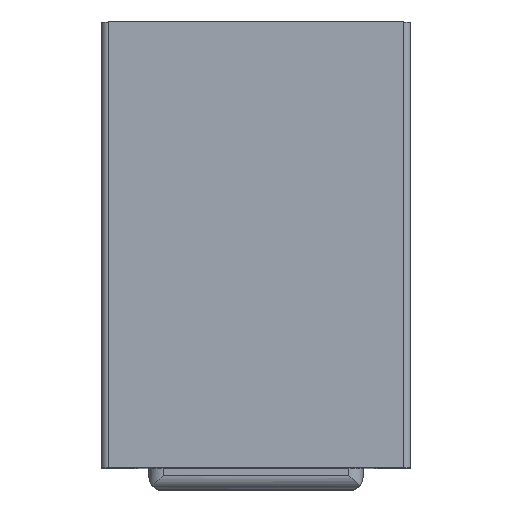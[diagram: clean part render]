
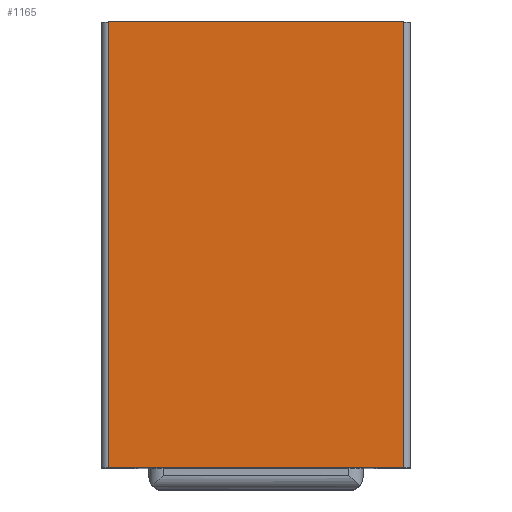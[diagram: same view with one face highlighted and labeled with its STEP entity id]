
A CAD part, top view. The second image highlights one B-rep face of the part: STEP entity #1165.
In plain terms, the highlighted planar face has unit normal (0, 0, 1).
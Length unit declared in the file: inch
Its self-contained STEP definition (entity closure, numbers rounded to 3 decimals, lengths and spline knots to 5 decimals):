
#131=FACE_OUTER_BOUND('',#193,.T.);
#193=EDGE_LOOP('',(#1039,#1040,#1041,#1042));
#256=LINE('',#1825,#384);
#274=LINE('',#1879,#402);
#324=LINE('',#1981,#452);
#325=LINE('',#1983,#453);
#384=VECTOR('',#1396,0.413);
#402=VECTOR('',#1452,0.413);
#452=VECTOR('',#1560,0.624);
#453=VECTOR('',#1563,0.624);
#527=VERTEX_POINT('',#1822);
#528=VERTEX_POINT('',#1824);
#544=VERTEX_POINT('',#1876);
#545=VERTEX_POINT('',#1878);
#653=EDGE_CURVE('',#528,#527,#256,.T.);
#680=EDGE_CURVE('',#544,#545,#274,.T.);
#732=EDGE_CURVE('',#527,#545,#324,.T.);
#733=EDGE_CURVE('',#528,#544,#325,.T.);
#1039=ORIENTED_EDGE('',*,*,#732,.T.);
#1040=ORIENTED_EDGE('',*,*,#680,.F.);
#1041=ORIENTED_EDGE('',*,*,#733,.F.);
#1042=ORIENTED_EDGE('',*,*,#653,.T.);
#1108=PLANE('',#1259);
#1165=ADVANCED_FACE('',(#131),#1108,.T.);
#1259=AXIS2_PLACEMENT_3D('',#1982,#1561,#1562);
#1396=DIRECTION('',(1.,0.,0.));
#1452=DIRECTION('',(1.,0.,0.));
#1560=DIRECTION('',(0.,1.,0.));
#1561=DIRECTION('center_axis',(0.,0.,1.));
#1562=DIRECTION('ref_axis',(1.,0.,0.));
#1563=DIRECTION('',(0.,1.,0.));
#1822=CARTESIAN_POINT('',(0.2065,-0.223,0.4035));
#1824=CARTESIAN_POINT('',(-0.2065,-0.223,0.4035));
#1825=CARTESIAN_POINT('',(-0.2065,-0.223,0.4035));
#1876=CARTESIAN_POINT('',(-0.2065,0.401,0.4035));
#1878=CARTESIAN_POINT('',(0.2065,0.401,0.4035));
#1879=CARTESIAN_POINT('',(-0.2065,0.401,0.4035));
#1981=CARTESIAN_POINT('',(0.2065,-0.223,0.4035));
#1982=CARTESIAN_POINT('Origin',(-0.2065,-0.223,0.4035));
#1983=CARTESIAN_POINT('',(-0.2065,-0.223,0.4035));
